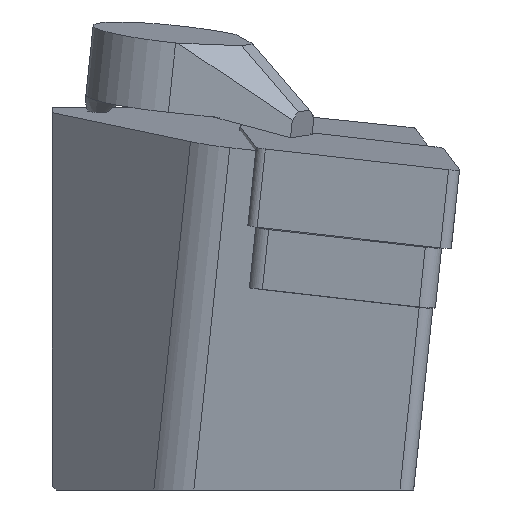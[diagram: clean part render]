
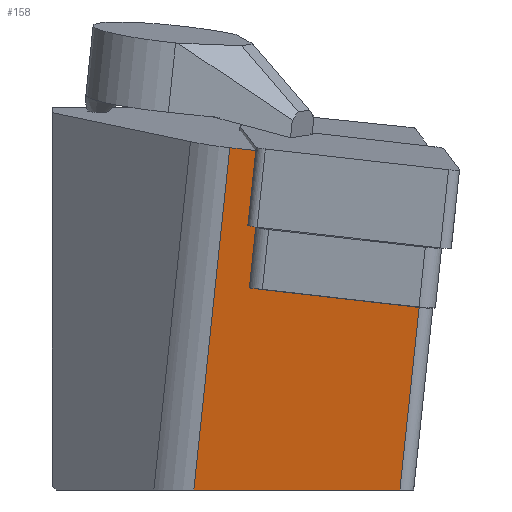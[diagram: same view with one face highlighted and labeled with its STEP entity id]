
A CAD part, left-side view. The second image highlights one B-rep face of the part: STEP entity #158.
In plain terms, the highlighted planar face has unit normal (-0.992, 0.087, -0.096).
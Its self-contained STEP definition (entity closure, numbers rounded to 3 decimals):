
#158=ADVANCED_FACE('',(#278),#227,.F.);
#227=PLANE('',#1346);
#278=FACE_OUTER_BOUND('',#349,.T.);
#349=EDGE_LOOP('',(#733,#734,#735,#736,#737,#738,#739));
#410=LINE('',#1778,#540);
#423=LINE('',#1807,#553);
#431=LINE('',#1824,#561);
#451=LINE('',#1871,#581);
#452=LINE('',#1875,#582);
#453=LINE('',#1877,#583);
#454=LINE('',#1878,#584);
#540=VECTOR('',#1437,1.);
#553=VECTOR('',#1458,1.);
#561=VECTOR('',#1470,1.);
#581=VECTOR('',#1508,1.);
#582=VECTOR('',#1513,1.);
#583=VECTOR('',#1514,1.);
#584=VECTOR('',#1515,1.);
#733=ORIENTED_EDGE('',*,*,#1125,.F.);
#734=ORIENTED_EDGE('',*,*,#1139,.T.);
#735=ORIENTED_EDGE('',*,*,#1148,.F.);
#736=ORIENTED_EDGE('',*,*,#1174,.T.);
#737=ORIENTED_EDGE('',*,*,#1175,.F.);
#738=ORIENTED_EDGE('',*,*,#1172,.T.);
#739=ORIENTED_EDGE('',*,*,#1176,.F.);
#1016=VERTEX_POINT('',#1775);
#1017=VERTEX_POINT('',#1777);
#1029=VERTEX_POINT('',#1806);
#1036=VERTEX_POINT('',#1823);
#1054=VERTEX_POINT('',#1870);
#1055=VERTEX_POINT('',#1872);
#1056=VERTEX_POINT('',#1876);
#1125=EDGE_CURVE('',#1017,#1016,#410,.T.);
#1139=EDGE_CURVE('',#1017,#1029,#423,.T.);
#1148=EDGE_CURVE('',#1036,#1029,#431,.T.);
#1172=EDGE_CURVE('',#1055,#1054,#451,.T.);
#1174=EDGE_CURVE('',#1036,#1056,#452,.T.);
#1175=EDGE_CURVE('',#1055,#1056,#453,.T.);
#1176=EDGE_CURVE('',#1016,#1054,#454,.T.);
#1346=AXIS2_PLACEMENT_3D('',#1879,#1516,#1517);
#1437=DIRECTION('',(-0.076,-0.991,-0.112));
#1458=DIRECTION('',(-0.105,-0.104,0.989));
#1470=DIRECTION('',(-0.076,-0.991,-0.112));
#1508=DIRECTION('',(-0.105,-0.104,0.989));
#1513=DIRECTION('',(0.105,0.104,-0.989));
#1514=DIRECTION('',(0.087,0.996,0.));
#1515=DIRECTION('',(-0.076,-0.991,-0.112));
#1516=DIRECTION('',(0.992,-0.087,0.096));
#1517=DIRECTION('',(0.096,0.,-0.995));
#1775=CARTESIAN_POINT('',(3.148,-15.817,-9.199));
#1777=CARTESIAN_POINT('',(3.177,-15.441,-9.157));
#1778=CARTESIAN_POINT('',(2.158,-28.748,-10.663));
#1806=CARTESIAN_POINT('',(2.047,-16.565,1.535));
#1807=CARTESIAN_POINT('',(1.609,-17.001,5.68));
#1823=CARTESIAN_POINT('',(2.251,-13.907,1.836));
#1824=CARTESIAN_POINT('',(1.028,-29.872,0.029));
#1870=CARTESIAN_POINT('',(2.158,-28.748,-10.663));
#1871=CARTESIAN_POINT('',(5.178,-25.745,-39.237));
#1872=CARTESIAN_POINT('',(3.673,-27.241,-25.));
#1875=CARTESIAN_POINT('',(6.4,-9.78,-37.43));
#1876=CARTESIAN_POINT('',(5.087,-11.087,-25.));
#1877=CARTESIAN_POINT('',(3.815,-25.625,-25.));
#1878=CARTESIAN_POINT('',(2.158,-28.748,-10.663));
#1879=CARTESIAN_POINT('',(5.178,-25.745,-39.237));
